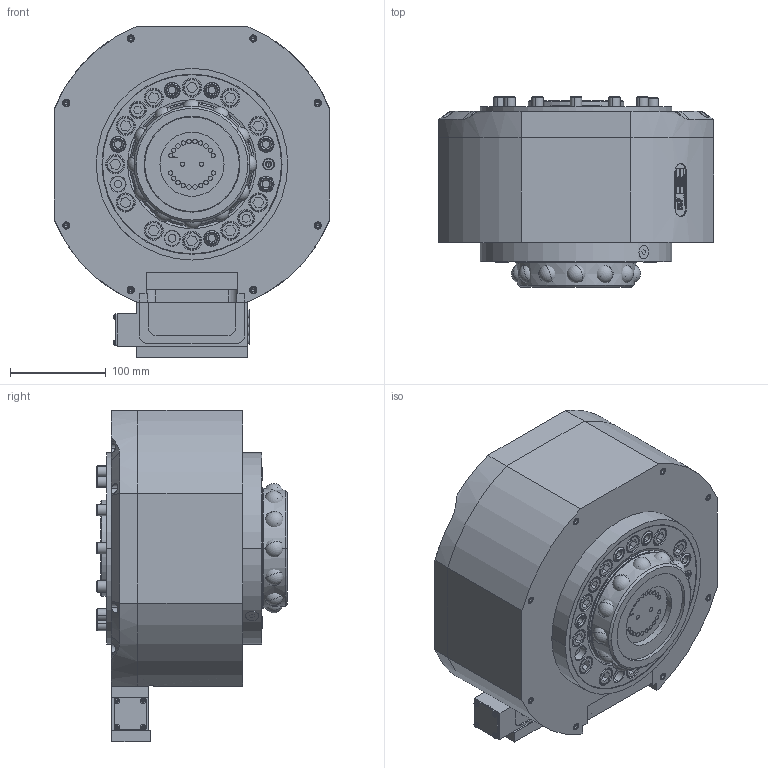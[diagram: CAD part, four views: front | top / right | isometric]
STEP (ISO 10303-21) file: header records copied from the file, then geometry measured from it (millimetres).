
FILE_DESCRIPTION (( 'STEP AP203' ), '1' );
FILE_NAME ('P0605.STEP', '2018-11-28T11:54:03', ( '' ), ( '' ), 'SwSTEP 2.0', 'SolidWorks 2017', '' );
FILE_SCHEMA (( 'CONFIG_CONTROL_DESIGN' ));
Products named in the file (1): P0605
Bounding box: 288 x 198.75 x 346 mm (x, y, z)
Volume: 14606307.7 mm3; surface area: 1073866.4 mm2
Topology: 94 solids, 95 shells, 2811 faces, 6786 edges, 4326 vertices
Faces by surface type: plane 1148, cylinder 763, bspline 416, cone 342, torus 98, sphere 44
Entity records: 102386 total; most frequent: CARTESIAN_POINT 38277, ORIENTED_EDGE 13268, DIRECTION 12650, EDGE_CURVE 6634, AXIS2_PLACEMENT_3D 4512, VERTEX_POINT 4290, LINE 3626, VECTOR 3626
